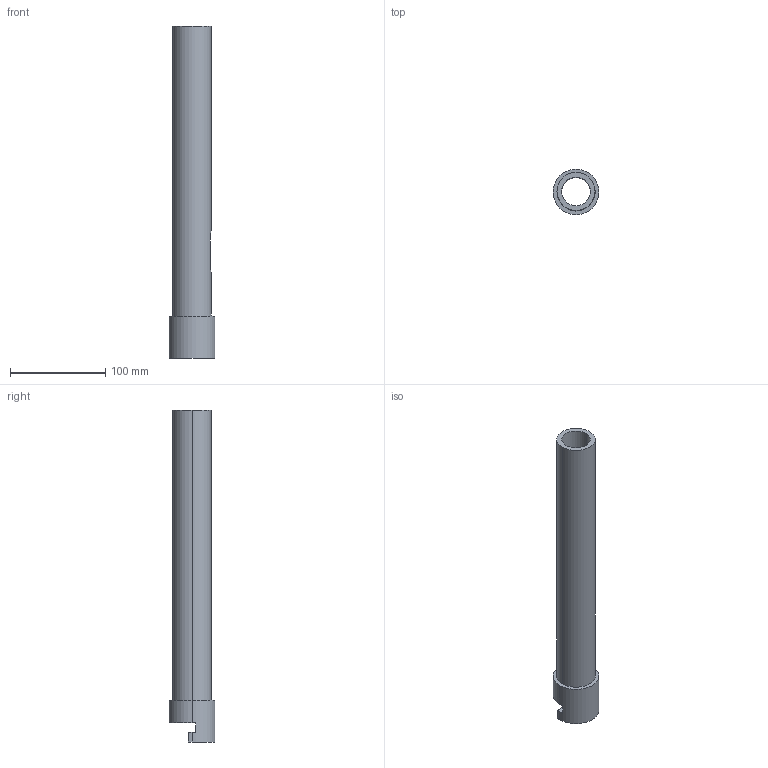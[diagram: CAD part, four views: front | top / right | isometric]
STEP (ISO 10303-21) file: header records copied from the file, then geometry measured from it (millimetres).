
FILE_DESCRIPTION (( 'STEP AP214' ), '1' );
FILE_NAME ('Axe mélangeur.STEP', '2024-04-22T10:53:43', ( '' ), ( '' ), 'SwSTEP 2.0', 'SolidWorks 2014', '' );
FILE_SCHEMA (( 'AUTOMOTIVE_DESIGN' ));
Length unit declared in the file: millimetre
Products named in the file (1): Axe mélangeur
Bounding box: 48 x 48 x 348 mm (x, y, z)
Volume: 202996.3 mm3; surface area: 78395.4 mm2
Topology: 1 solids, 1 shells, 26 faces, 71 edges, 47 vertices
Faces by surface type: cylinder 13, plane 13
Entity records: 940 total; most frequent: CARTESIAN_POINT 217, DIRECTION 152, ORIENTED_EDGE 142, EDGE_CURVE 71, AXIS2_PLACEMENT_3D 58, VERTEX_POINT 47, LINE 36, VECTOR 36
